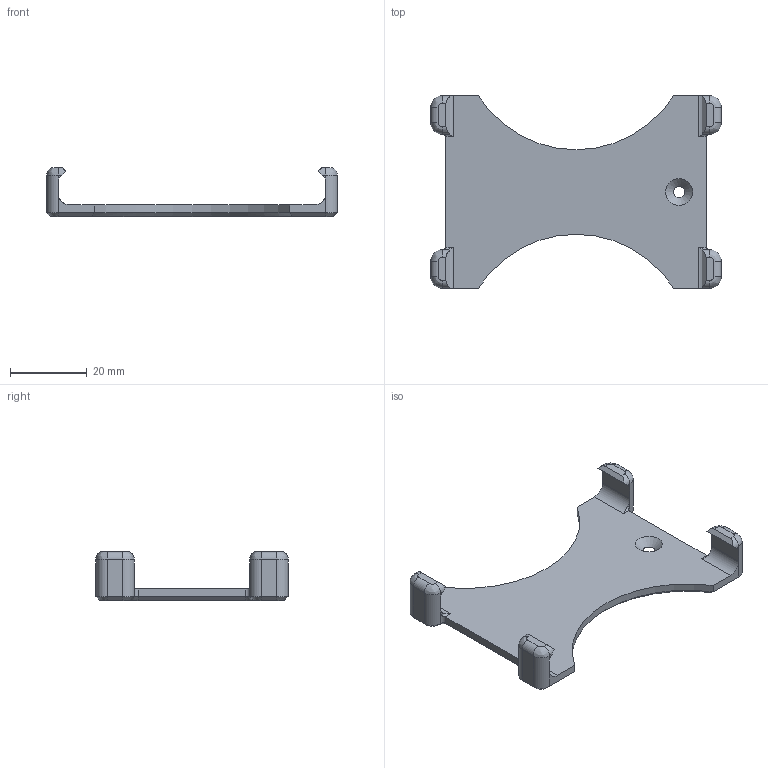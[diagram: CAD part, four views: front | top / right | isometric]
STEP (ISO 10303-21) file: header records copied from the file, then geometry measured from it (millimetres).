
FILE_DESCRIPTION(/* description */ (''),/* implementation_level */ '2;1');
FILE_NAME(/* name */ 'Xbox Phone Mount Clamp_v14.step',/* time_stamp */ '2020-09-23T18:28:34-07:00',/* author */ (''),/* organization */ (''),/* preprocessor_version */ 'ST-DEVELOPER v18.1',/* originating_system */ 'Autodesk Translation Framework v9.3.0.1241',/* authorisation */ '');
FILE_SCHEMA (('AUTOMOTIVE_DESIGN { 1 0 10303 214 3 1 1 }'));
Length unit declared in the file: millimetre
Products named in the file (1): Xbox Phone Mount Clamp
Bounding box: 75.6 x 50 x 12.75 mm (x, y, z)
Volume: 8451.6 mm3; surface area: 6695.5 mm2
Topology: 1 solids, 1 shells, 120 faces, 293 edges, 176 vertices
Faces by surface type: plane 63, cylinder 34, cone 15, bspline 8
Entity records: 3585 total; most frequent: CARTESIAN_POINT 722, DIRECTION 599, ORIENTED_EDGE 586, EDGE_CURVE 293, AXIS2_PLACEMENT_3D 205, LINE 189, VECTOR 189, VERTEX_POINT 176
